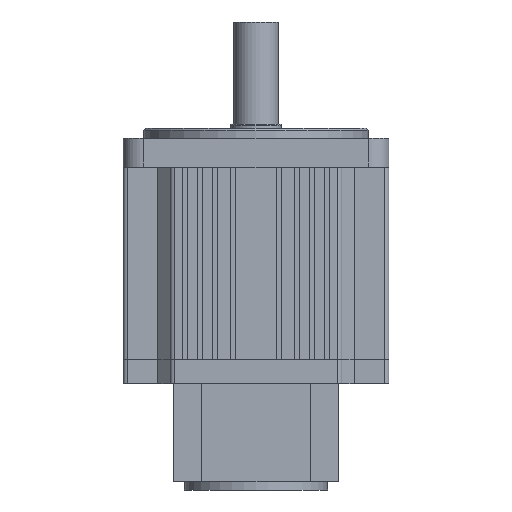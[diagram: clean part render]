
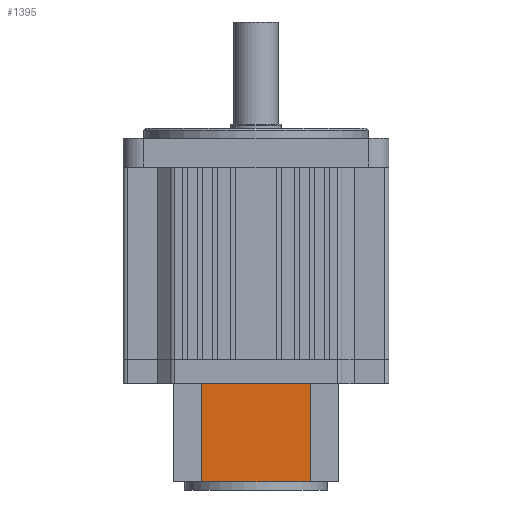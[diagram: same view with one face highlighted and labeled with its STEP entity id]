
A CAD part, front view. The second image highlights one B-rep face of the part: STEP entity #1395.
In plain terms, the highlighted planar face has unit normal (0, -1, 0).
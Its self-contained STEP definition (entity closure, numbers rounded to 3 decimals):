
#813 = EDGE_CURVE ( 'NONE', #13405, #16535, #15324, .T. ) ;
#1395 = ADVANCED_FACE ( 'NONE', ( #15674 ), #11439, .T. ) ;
#2037 = LINE ( 'NONE', #12127, #15031 ) ;
#2731 = CARTESIAN_POINT ( 'NONE',  ( 14., 0., -48. ) ) ;
#2739 = LINE ( 'NONE', #13367, #7784 ) ;
#2932 = CARTESIAN_POINT ( 'NONE',  ( 67., 0., -48. ) ) ;
#3319 = ORIENTED_EDGE ( 'NONE', *, *, #15532, .T. ) ;
#7201 = ORIENTED_EDGE ( 'NONE', *, *, #813, .F. ) ;
#7228 = AXIS2_PLACEMENT_3D ( 'NONE', #12742, #14079, #16771 ) ;
#7784 = VECTOR ( 'NONE', #11082, 1000. ) ;
#8342 = DIRECTION ( 'NONE',  ( 1., 0., 0. ) ) ;
#8857 = EDGE_CURVE ( 'NONE', #10520, #11420, #2739, .T. ) ;
#9600 = DIRECTION ( 'NONE',  ( 1., 0., 0. ) ) ;
#9905 = CARTESIAN_POINT ( 'NONE',  ( 14., 0., -48. ) ) ;
#9916 = CARTESIAN_POINT ( 'NONE',  ( 67., 0., 0. ) ) ;
#9980 = ORIENTED_EDGE ( 'NONE', *, *, #13798, .F. ) ;
#10238 = CARTESIAN_POINT ( 'NONE',  ( 14., 0., 0. ) ) ;
#10520 = VERTEX_POINT ( 'NONE', #2932 ) ;
#10900 = CARTESIAN_POINT ( 'NONE',  ( 14., 0., -48. ) ) ;
#11028 = VECTOR ( 'NONE', #13083, 1000. ) ;
#11082 = DIRECTION ( 'NONE',  ( 0., 0., 1. ) ) ;
#11153 = EDGE_LOOP ( 'NONE', ( #9980, #7201, #3319, #14216 ) ) ;
#11420 = VERTEX_POINT ( 'NONE', #9916 ) ;
#11439 = PLANE ( 'NONE',  #7228 ) ;
#12127 = CARTESIAN_POINT ( 'NONE',  ( 14., 0., 0. ) ) ;
#12742 = CARTESIAN_POINT ( 'NONE',  ( 14., 0., -48. ) ) ;
#13083 = DIRECTION ( 'NONE',  ( 0., 0., 1. ) ) ;
#13367 = CARTESIAN_POINT ( 'NONE',  ( 67., 0., -48. ) ) ;
#13405 = VERTEX_POINT ( 'NONE', #9905 ) ;
#13798 = EDGE_CURVE ( 'NONE', #16535, #11420, #2037, .T. ) ;
#14079 = DIRECTION ( 'NONE',  ( 0., -1., 0. ) ) ;
#14216 = ORIENTED_EDGE ( 'NONE', *, *, #8857, .T. ) ;
#14373 = VECTOR ( 'NONE', #8342, 1000. ) ;
#15031 = VECTOR ( 'NONE', #9600, 1000. ) ;
#15324 = LINE ( 'NONE', #2731, #11028 ) ;
#15532 = EDGE_CURVE ( 'NONE', #13405, #10520, #16793, .T. ) ;
#15674 = FACE_OUTER_BOUND ( 'NONE', #11153, .T. ) ;
#16535 = VERTEX_POINT ( 'NONE', #10238 ) ;
#16771 = DIRECTION ( 'NONE',  ( 1., 0., 0. ) ) ;
#16793 = LINE ( 'NONE', #10900, #14373 ) ;
